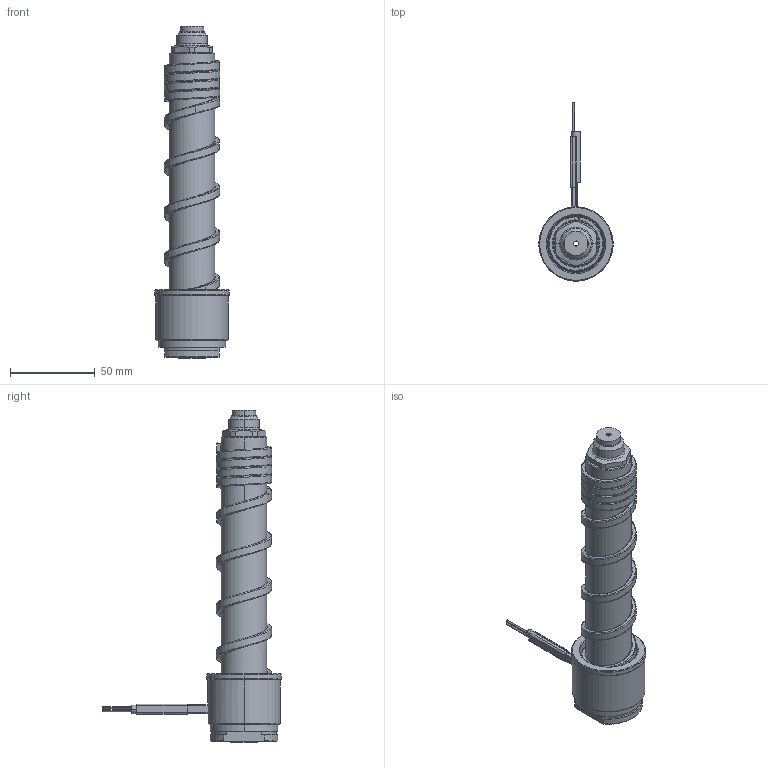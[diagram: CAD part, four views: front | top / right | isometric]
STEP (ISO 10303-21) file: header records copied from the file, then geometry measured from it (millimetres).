
FILE_DESCRIPTION((''),'2;1');
FILE_NAME('EL-196-CKG','2014-03-14T',('Íàòàëüÿ'),('IMID'),'PRO/ENGINEER BY PARAMETRIC TECHNOLOGY CORPORATION, 2010180','PRO/ENGINEER BY PARAMETRIC TECHNOLOGY CORPORATION, 2010180','');
FILE_SCHEMA(('CONFIG_CONTROL_DESIGN'));
Length unit declared in the file: millimetre
Products named in the file (1): EL-196-CKG
Bounding box: 44 x 105.5 x 196.3 mm (x, y, z)
Volume: 132969.1 mm3; surface area: 47485.6 mm2
Topology: 1 solids, 8 shells, 323 faces, 821 edges, 492 vertices
Faces by surface type: cylinder 106, bspline 65, cone 54, plane 53, torus 28, revolution 9, extrusion 8
Entity records: 21644 total; most frequent: CARTESIAN_POINT 14290, ORIENTED_EDGE 1602, DIRECTION 1390, EDGE_CURVE 813, AXIS2_PLACEMENT_3D 546, VERTEX_POINT 492, EDGE_LOOP 347, FACE_OUTER_BOUND 323
